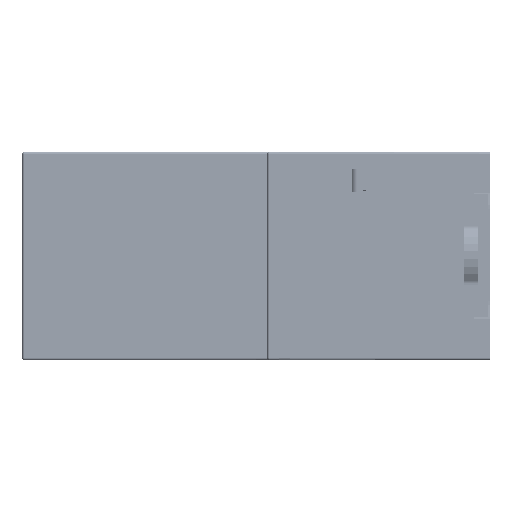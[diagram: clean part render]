
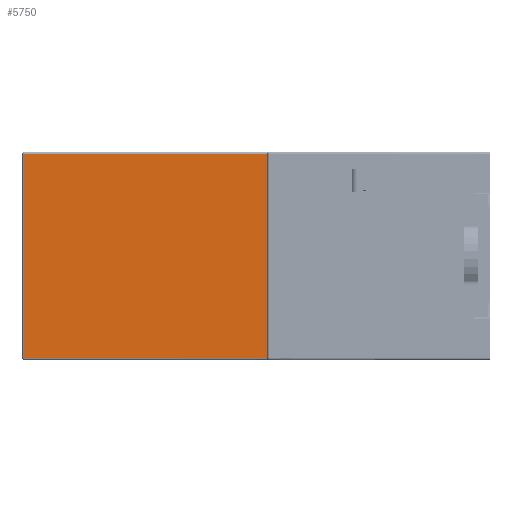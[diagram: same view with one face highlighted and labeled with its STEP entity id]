
A CAD part, left-side view. The second image highlights one B-rep face of the part: STEP entity #5750.
In plain terms, the highlighted planar face has unit normal (-1, 0, 0).
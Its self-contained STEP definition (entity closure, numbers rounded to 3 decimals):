
#4531=CIRCLE('',#57085,0.3);
#4532=CIRCLE('',#57086,0.3);
#5750=ADVANCED_FACE('',(#10893),#8607,.T.);
#8607=PLANE('',#57087);
#10893=FACE_OUTER_BOUND('',#13635,.T.);
#13635=EDGE_LOOP('',(#18323,#18324,#18325,#18326,#18327,#18328,#18329,#18330,
#18331,#18332));
#18323=ORIENTED_EDGE('',*,*,#37870,.T.);
#18324=ORIENTED_EDGE('',*,*,#37871,.T.);
#18325=ORIENTED_EDGE('',*,*,#37872,.T.);
#18326=ORIENTED_EDGE('',*,*,#37873,.F.);
#18327=ORIENTED_EDGE('',*,*,#37874,.T.);
#18328=ORIENTED_EDGE('',*,*,#36699,.T.);
#18329=ORIENTED_EDGE('',*,*,#37875,.T.);
#18330=ORIENTED_EDGE('',*,*,#37876,.T.);
#18331=ORIENTED_EDGE('',*,*,#37877,.F.);
#18332=ORIENTED_EDGE('',*,*,#37878,.T.);
#31843=VERTEX_POINT('',#75593);
#31844=VERTEX_POINT('',#75595);
#32752=VERTEX_POINT('',#77984);
#32753=VERTEX_POINT('',#77985);
#32754=VERTEX_POINT('',#77987);
#32755=VERTEX_POINT('',#77989);
#32756=VERTEX_POINT('',#77991);
#32757=VERTEX_POINT('',#77994);
#32758=VERTEX_POINT('',#77996);
#32759=VERTEX_POINT('',#77998);
#36699=EDGE_CURVE('',#31844,#31843,#44244,.T.);
#37870=EDGE_CURVE('',#32752,#32753,#45346,.T.);
#37871=EDGE_CURVE('',#32753,#32754,#45347,.T.);
#37872=EDGE_CURVE('',#32754,#32755,#45348,.T.);
#37873=EDGE_CURVE('',#32756,#32755,#45349,.T.);
#37874=EDGE_CURVE('',#32756,#31844,#4531,.T.);
#37875=EDGE_CURVE('',#31843,#32757,#4532,.T.);
#37876=EDGE_CURVE('',#32757,#32758,#45350,.T.);
#37877=EDGE_CURVE('',#32759,#32758,#45351,.T.);
#37878=EDGE_CURVE('',#32759,#32752,#45352,.T.);
#44244=LINE('',#75594,#50663);
#45346=LINE('',#77983,#51765);
#45347=LINE('',#77986,#51766);
#45348=LINE('',#77988,#51767);
#45349=LINE('',#77990,#51768);
#45350=LINE('',#77995,#51769);
#45351=LINE('',#77997,#51770);
#45352=LINE('',#77999,#51771);
#50663=VECTOR('',#61086,1.);
#51765=VECTOR('',#62712,1.);
#51766=VECTOR('',#62713,1.);
#51767=VECTOR('',#62714,1.);
#51768=VECTOR('',#62715,1.);
#51769=VECTOR('',#62720,1.);
#51770=VECTOR('',#62721,1.);
#51771=VECTOR('',#62722,1.);
#57085=AXIS2_PLACEMENT_3D('',#77992,#62716,#62717);
#57086=AXIS2_PLACEMENT_3D('',#77993,#62718,#62719);
#57087=AXIS2_PLACEMENT_3D('',#78000,#62723,#62724);
#61086=DIRECTION('',(0.,0.,1.));
#62712=DIRECTION('',(0.,0.,-1.));
#62713=DIRECTION('',(0.,-1.,0.));
#62714=DIRECTION('',(0.,0.,1.));
#62715=DIRECTION('',(0.,-1.,0.));
#62716=DIRECTION('',(1.,0.,0.));
#62717=DIRECTION('',(0.,-1.,0.));
#62718=DIRECTION('',(1.,0.,0.));
#62719=DIRECTION('',(0.,-1.,0.));
#62720=DIRECTION('',(0.,-1.,0.));
#62721=DIRECTION('',(0.,0.,-1.));
#62722=DIRECTION('',(0.,1.,0.));
#62723=DIRECTION('',(-1.,0.,0.));
#62724=DIRECTION('',(0.,-1.,0.));
#75593=CARTESIAN_POINT('',(-18.588,29.1,10.6));
#75594=CARTESIAN_POINT('',(-18.588,29.1,-13.6));
#75595=CARTESIAN_POINT('',(-18.588,29.1,-10.6));
#77983=CARTESIAN_POINT('',(-18.588,60.8,-13.6));
#77984=CARTESIAN_POINT('',(-18.588,60.8,13.3));
#77985=CARTESIAN_POINT('',(-18.588,60.8,-13.3));
#77986=CARTESIAN_POINT('',(-18.588,61.1,-13.3));
#77987=CARTESIAN_POINT('',(-18.588,22.1,-13.3));
#77988=CARTESIAN_POINT('',(-18.588,22.1,-10.9));
#77989=CARTESIAN_POINT('',(-18.588,22.1,-10.9));
#77990=CARTESIAN_POINT('',(-18.588,29.1,-10.9));
#77991=CARTESIAN_POINT('',(-18.588,28.8,-10.9));
#77992=CARTESIAN_POINT('',(-18.588,28.8,-10.6));
#77993=CARTESIAN_POINT('',(-18.588,28.8,10.6));
#77994=CARTESIAN_POINT('',(-18.588,28.8,10.9));
#77995=CARTESIAN_POINT('',(-18.588,29.1,10.9));
#77996=CARTESIAN_POINT('',(-18.588,22.1,10.9));
#77997=CARTESIAN_POINT('',(-18.588,22.1,10.9));
#77998=CARTESIAN_POINT('',(-18.588,22.1,13.3));
#77999=CARTESIAN_POINT('',(-18.588,61.1,13.3));
#78000=CARTESIAN_POINT('',(-18.588,61.1,-13.6));
